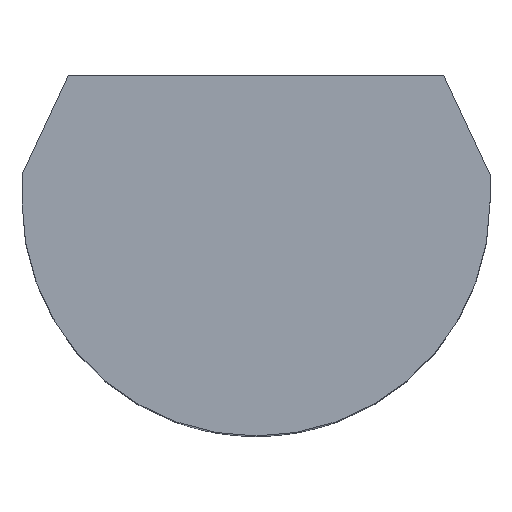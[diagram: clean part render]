
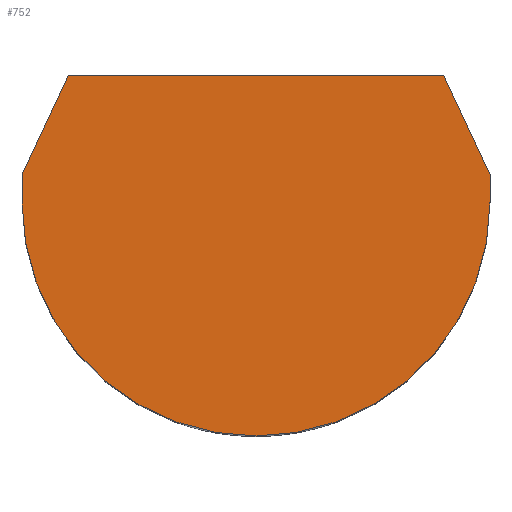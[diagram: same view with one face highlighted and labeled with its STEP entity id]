
A CAD part, top view. The second image highlights one B-rep face of the part: STEP entity #752.
In plain terms, the highlighted planar face has unit normal (0, 0, 1).
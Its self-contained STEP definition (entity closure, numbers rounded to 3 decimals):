
#585 = ORIENTED_EDGE ( 'NONE', *, *, #6015, .T. ) ;
#751 = CARTESIAN_POINT ( 'NONE',  ( 2.4, 1.48, 2.4 ) ) ;
#752 = ADVANCED_FACE ( 'NONE', ( #6842 ), #6994, .T. ) ;
#1032 = EDGE_CURVE ( 'NONE', #1935, #1280, #12121, .T. ) ;
#1280 = VERTEX_POINT ( 'NONE', #7989 ) ;
#1544 = AXIS2_PLACEMENT_3D ( 'NONE', #13059, #6049, #4044 ) ;
#1923 = DIRECTION ( 'NONE',  ( 0., -1., 0. ) ) ;
#1935 = VERTEX_POINT ( 'NONE', #751 ) ;
#2059 = VERTEX_POINT ( 'NONE', #8318 ) ;
#2088 = AXIS2_PLACEMENT_3D ( 'NONE', #2979, #13183, #3974 ) ;
#2122 = CARTESIAN_POINT ( 'NONE',  ( 1.924, 2.5, 2.4 ) ) ;
#2223 = EDGE_LOOP ( 'NONE', ( #9884, #5456, #6521, #11207, #3423, #585 ) ) ;
#2357 = EDGE_CURVE ( 'NONE', #1935, #8138, #9613, .T. ) ;
#2905 = CARTESIAN_POINT ( 'NONE',  ( -2.4, 2.5, 2.4 ) ) ;
#2979 = CARTESIAN_POINT ( 'NONE',  ( 0., 1.2, 2.4 ) ) ;
#3423 = ORIENTED_EDGE ( 'NONE', *, *, #12891, .T. ) ;
#3561 = DIRECTION ( 'NONE',  ( -0.423, 0.906, 0. ) ) ;
#3974 = DIRECTION ( 'NONE',  ( 1., 0., 0. ) ) ;
#4044 = DIRECTION ( 'NONE',  ( 1., 0., 0. ) ) ;
#4045 = EDGE_CURVE ( 'NONE', #2059, #8138, #8075, .T. ) ;
#4243 = EDGE_CURVE ( 'NONE', #2059, #9205, #5903, .T. ) ;
#5047 = VECTOR ( 'NONE', #5166, 1000. ) ;
#5166 = DIRECTION ( 'NONE',  ( -0.423, -0.906, 0. ) ) ;
#5411 = CARTESIAN_POINT ( 'NONE',  ( -2.4, 1.2, 2.4 ) ) ;
#5456 = ORIENTED_EDGE ( 'NONE', *, *, #2357, .T. ) ;
#5849 = DIRECTION ( 'NONE',  ( 0., -1., 0. ) ) ;
#5903 = LINE ( 'NONE', #9024, #5047 ) ;
#5929 = VECTOR ( 'NONE', #3561, 1000. ) ;
#6015 = EDGE_CURVE ( 'NONE', #8245, #1280, #9488, .T. ) ;
#6049 = DIRECTION ( 'NONE',  ( 0., 0., 1. ) ) ;
#6521 = ORIENTED_EDGE ( 'NONE', *, *, #4045, .F. ) ;
#6761 = VECTOR ( 'NONE', #7057, 1000. ) ;
#6829 = CARTESIAN_POINT ( 'NONE',  ( 2.079, 2.169, 2.4 ) ) ;
#6842 = FACE_OUTER_BOUND ( 'NONE', #2223, .T. ) ;
#6866 = CARTESIAN_POINT ( 'NONE',  ( -2.4, 1.45, 2.4 ) ) ;
#6994 = PLANE ( 'NONE',  #2088 ) ;
#7057 = DIRECTION ( 'NONE',  ( 1., 0., 0. ) ) ;
#7429 = VECTOR ( 'NONE', #1923, 1000. ) ;
#7989 = CARTESIAN_POINT ( 'NONE',  ( 2.4, 1.2, 2.4 ) ) ;
#8075 = LINE ( 'NONE', #2905, #6761 ) ;
#8138 = VERTEX_POINT ( 'NONE', #2122 ) ;
#8245 = VERTEX_POINT ( 'NONE', #5411 ) ;
#8318 = CARTESIAN_POINT ( 'NONE',  ( -1.924, 2.5, 2.4 ) ) ;
#9024 = CARTESIAN_POINT ( 'NONE',  ( -2.079, 2.169, 2.4 ) ) ;
#9205 = VERTEX_POINT ( 'NONE', #11343 ) ;
#9488 = CIRCLE ( 'NONE', #1544, 2.4 ) ;
#9613 = LINE ( 'NONE', #6829, #5929 ) ;
#9884 = ORIENTED_EDGE ( 'NONE', *, *, #1032, .F. ) ;
#9945 = CARTESIAN_POINT ( 'NONE',  ( 2.4, 1.45, 2.4 ) ) ;
#11207 = ORIENTED_EDGE ( 'NONE', *, *, #4243, .T. ) ;
#11343 = CARTESIAN_POINT ( 'NONE',  ( -2.4, 1.48, 2.4 ) ) ;
#12121 = LINE ( 'NONE', #9945, #12183 ) ;
#12183 = VECTOR ( 'NONE', #5849, 1000. ) ;
#12891 = EDGE_CURVE ( 'NONE', #9205, #8245, #13264, .T. ) ;
#13059 = CARTESIAN_POINT ( 'NONE',  ( 0., 1.2, 2.4 ) ) ;
#13183 = DIRECTION ( 'NONE',  ( 0., 0., 1. ) ) ;
#13264 = LINE ( 'NONE', #6866, #7429 ) ;
